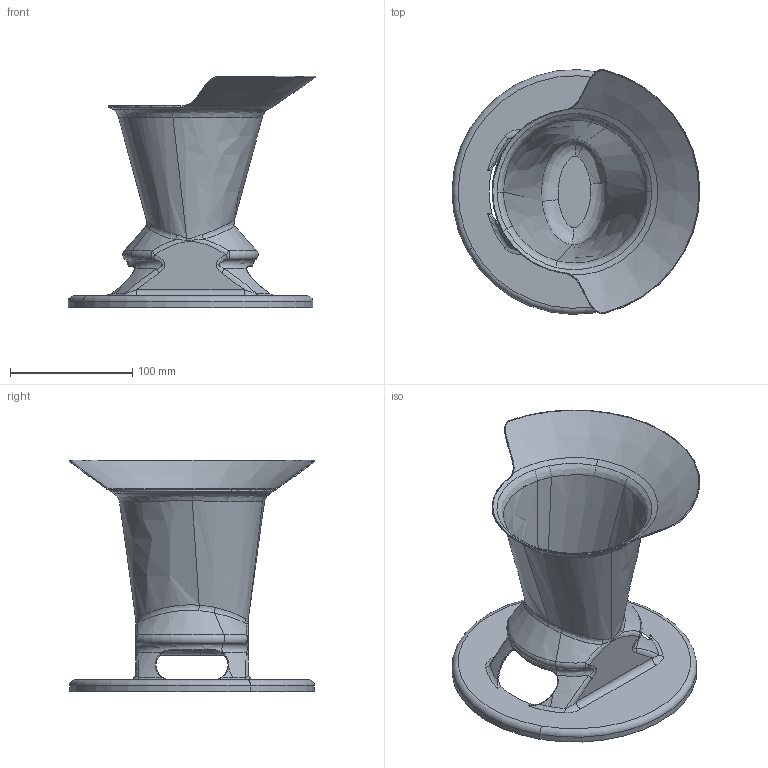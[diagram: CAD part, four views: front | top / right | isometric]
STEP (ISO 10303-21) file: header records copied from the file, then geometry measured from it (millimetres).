
FILE_DESCRIPTION(('CATIA V5 STEP Exchange'),'2;1');
FILE_NAME('CoffeeMug.stp','2014-03-25T17:59:46+00:00',('none'),('none'),'CATIA Version 5 Release 19 GA (IN-10)','CATIA V5 STEP AP203','none');
FILE_SCHEMA(('CONFIG_CONTROL_DESIGN'));
Length unit declared in the file: millimetre
Products named in the file (1): CoffeeMug
Bounding box: 202.46 x 199.94 x 189.45 mm (x, y, z)
Volume: 95799.7 mm3; surface area: 192135.4 mm2
Topology: 1 solids, 1 shells, 202 faces, 497 edges, 286 vertices
Faces by surface type: bspline 110, torus 32, cone 26, cylinder 14, plane 12, sphere 8
Entity records: 17329 total; most frequent: CARTESIAN_POINT 13763, ORIENTED_EDGE 970, EDGE_CURVE 485, B_SPLINE_CURVE_WITH_KNOTS 335, DIRECTION 284, VERTEX_POINT 284, EDGE_LOOP 205, ADVANCED_FACE 202
